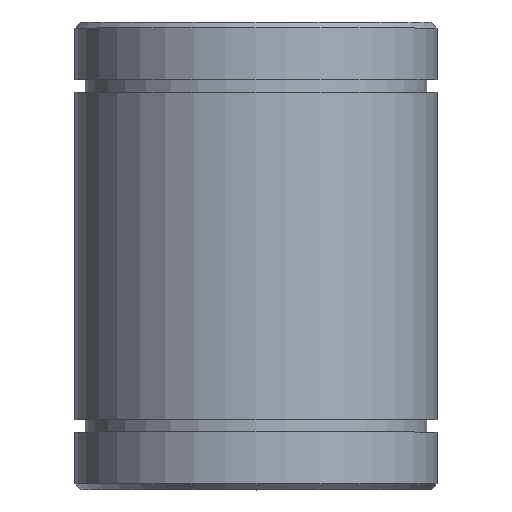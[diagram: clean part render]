
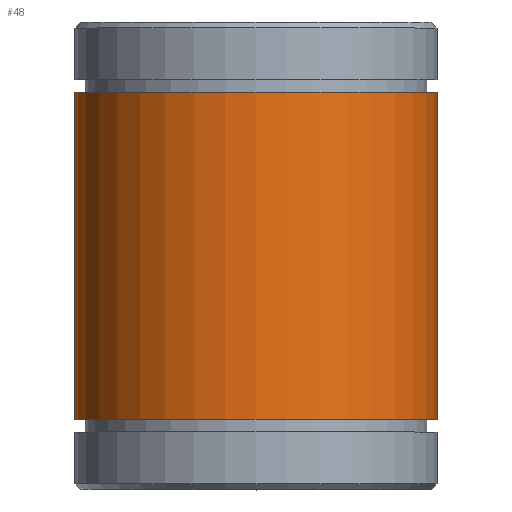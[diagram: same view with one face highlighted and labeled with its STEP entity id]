
A CAD part, top view. The second image highlights one B-rep face of the part: STEP entity #48.
In plain terms, the highlighted cylindrical face has radius 31 mm (diameter 62 mm), a full revolution.
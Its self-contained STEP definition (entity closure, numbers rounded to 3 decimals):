
#48 = ADVANCED_FACE( '', ( #105, #106 ), #107, .T. );
#105 = FACE_OUTER_BOUND( '', #176, .T. );
#106 = FACE_OUTER_BOUND( '', #177, .T. );
#107 = CYLINDRICAL_SURFACE( '', #178, 31. );
#176 = EDGE_LOOP( '', ( #249 ) );
#177 = EDGE_LOOP( '', ( #250 ) );
#178 = AXIS2_PLACEMENT_3D( '', #251, #252, #253 );
#249 = ORIENTED_EDGE( '', *, *, #332, .F. );
#250 = ORIENTED_EDGE( '', *, *, #333, .T. );
#251 = CARTESIAN_POINT( '', ( 0., -60., 0. ) );
#252 = DIRECTION( '', ( 0., 1., 0. ) );
#253 = DIRECTION( '', ( 0., 0., -1. ) );
#332 = EDGE_CURVE( '', #371, #371, #372, .T. );
#333 = EDGE_CURVE( '', #373, #373, #374, .T. );
#371 = VERTEX_POINT( '', #419 );
#372 = CIRCLE( '', #420, 31. );
#373 = VERTEX_POINT( '', #421 );
#374 = CIRCLE( '', #422, 31. );
#419 = CARTESIAN_POINT( '', ( 0., -28., -31. ) );
#420 = AXIS2_PLACEMENT_3D( '', #469, #470, #471 );
#421 = CARTESIAN_POINT( '', ( 0., 28., -31. ) );
#422 = AXIS2_PLACEMENT_3D( '', #472, #473, #474 );
#469 = CARTESIAN_POINT( '', ( 0., -28., 0. ) );
#470 = DIRECTION( '', ( 0., -1., 0. ) );
#471 = DIRECTION( '', ( 0., 0., -1. ) );
#472 = CARTESIAN_POINT( '', ( 0., 28., 0. ) );
#473 = DIRECTION( '', ( 0., -1., 0. ) );
#474 = DIRECTION( '', ( 0., 0., -1. ) );
